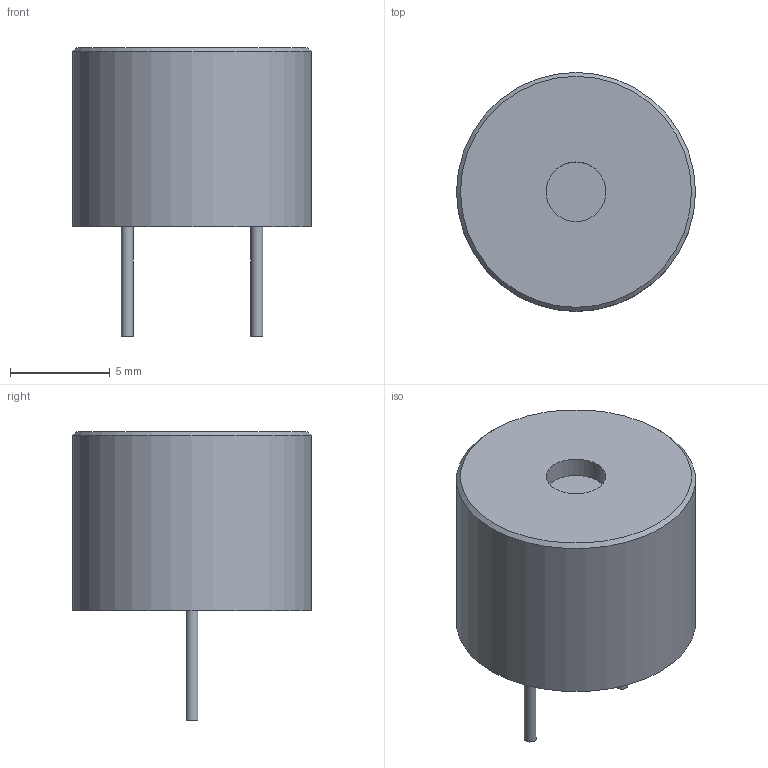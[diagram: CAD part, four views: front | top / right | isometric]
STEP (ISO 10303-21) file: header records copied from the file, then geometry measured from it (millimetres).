
FILE_DESCRIPTION(/* description */ (''),/* implementation_level */ '2;1');
FILE_NAME(/* name */ 'LD-BZEN-1205 v0.step',/* time_stamp */ '2025-06-11T20:04:20+02:00',/* author */ (''),/* organization */ (''),/* preprocessor_version */ 'ST-DEVELOPER v20.1',/* originating_system */ 'Autodesk Translation Framework v14.10.0.0',/* authorisation */ '');
FILE_SCHEMA (('AUTOMOTIVE_DESIGN { 1 0 10303 214 3 1 1 }'));
Length unit declared in the file: millimetre
Products named in the file (2): LD-BZEN-1205; Body
Assembly tree (1 placements, depth 2):
  LD-BZEN-1205
    Body
Bounding box: 12 x 12 x 14.5 mm (x, y, z)
Volume: 1013.2 mm3; surface area: 591.2 mm2
Topology: 1 solids, 1 shells, 10 faces, 14 edges, 9 vertices
Faces by surface type: plane 5, cylinder 4, cone 1
Full cylindrical faces by diameter (mm): 0.6 x2, 3 x1, 12 x1
Entity records: 291 total; most frequent: DIRECTION 49, CARTESIAN_POINT 36, ORIENTED_EDGE 28, AXIS2_PLACEMENT_3D 22, EDGE_CURVE 14, EDGE_LOOP 13, FACE_OUTER_BOUND 10, ADVANCED_FACE 10
